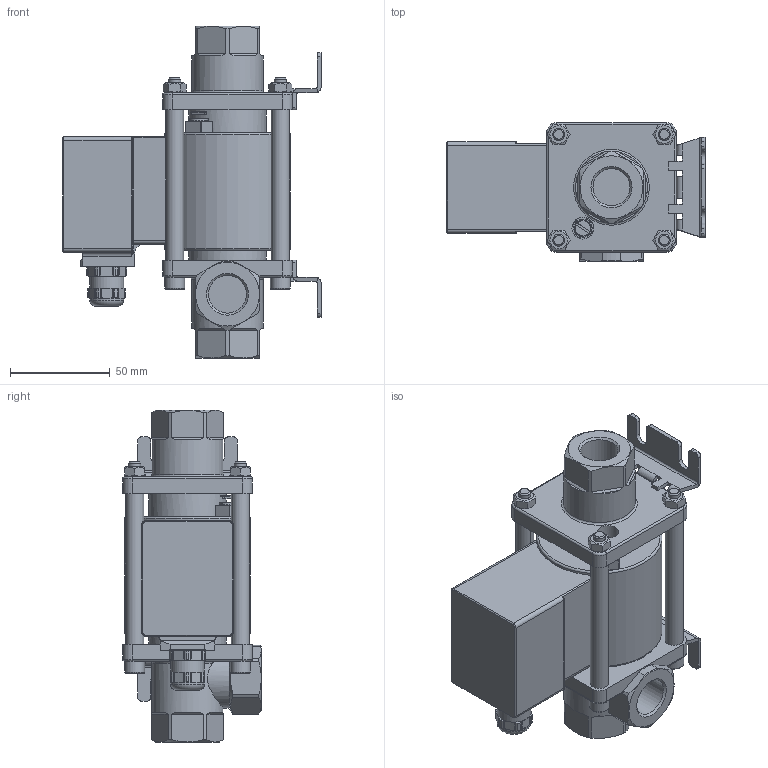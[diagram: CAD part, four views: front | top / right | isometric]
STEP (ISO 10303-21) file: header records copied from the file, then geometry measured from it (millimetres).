
FILE_DESCRIPTION(/* description */ (''),/* implementation_level */ '2;1');
FILE_NAME(/* name */ 'Typ 390 DN10 V2 G12 HW.stp',/* time_stamp */ '2024-06-04T11:43:57+02:00',/* author */ ('dzuern'),/* organization */ (''),/* preprocessor_version */ 'ST-DEVELOPER v18.1',/* originating_system */ 'Autodesk Inventor 2021',/* authorisation */ '');
FILE_SCHEMA (('AUTOMOTIVE_DESIGN { 1 0 10303 214 3 1 1 }'));
Length unit declared in the file: millimetre
Products named in the file (1): BG-93900006_Shrinkwrap_1
Bounding box: 129.6 x 69.5 x 166.5 mm (x, y, z)
Volume: 519939.2 mm3; surface area: 84753.6 mm2
Topology: 2 solids, 2 shells, 540 faces, 1432 edges, 899 vertices
Faces by surface type: plane 290, cylinder 153, cone 66, torus 27, bspline 4
Full cylindrical faces by diameter (mm): 3.242 x2, 4.5 x2, 4.51 x1, 6 x4, 9 x2, 10 x4, 11 x2, 17 x2, 18.631 x1, 19 x2, 36 x2, 39 x2, 63 x1
Entity records: 18198 total; most frequent: CARTESIAN_POINT 4649, ORIENTED_EDGE 2848, DIRECTION 2647, EDGE_CURVE 1424, AXIS2_PLACEMENT_3D 970, VERTEX_POINT 899, LINE 707, VECTOR 707
